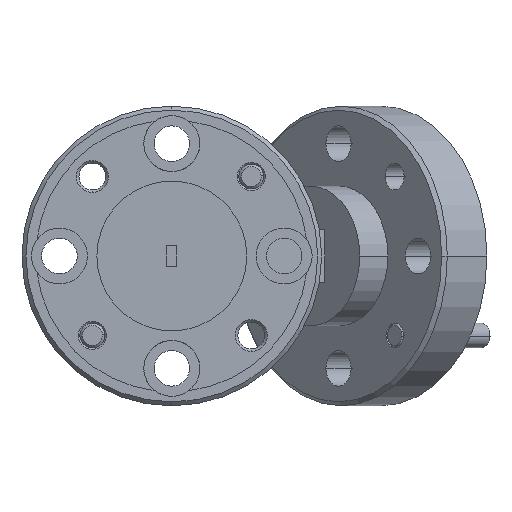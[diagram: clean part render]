
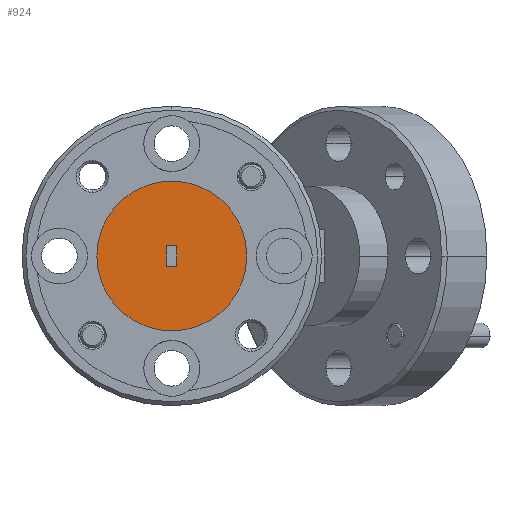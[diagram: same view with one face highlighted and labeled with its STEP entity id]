
A CAD part, left-side view. The second image highlights one B-rep face of the part: STEP entity #924.
In plain terms, the highlighted planar face has unit normal (-1, 0, 0).
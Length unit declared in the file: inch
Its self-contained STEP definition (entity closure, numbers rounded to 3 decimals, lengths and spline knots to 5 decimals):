
#179 = DIRECTION ( 'NONE',  ( 0., 1., 0. ) ) ;
#504 = EDGE_CURVE ( 'NONE', #1384, #5000, #6029, .T. ) ;
#600 = DIRECTION ( 'NONE',  ( 0., -1., 0. ) ) ;
#725 = FACE_BOUND ( 'NONE', #2033, .T. ) ;
#749 = VECTOR ( 'NONE', #179, 39.37008 ) ;
#831 = VERTEX_POINT ( 'NONE', #5019 ) ;
#919 = LINE ( 'NONE', #7422, #3793 ) ;
#924 = ADVANCED_FACE ( 'NONE', ( #725, #2571 ), #7153, .F. ) ;
#1042 = ORIENTED_EDGE ( 'NONE', *, *, #504, .T. ) ;
#1112 = CARTESIAN_POINT ( 'NONE',  ( -1.72001, 0.83207, 0.18973 ) ) ;
#1197 = CARTESIAN_POINT ( 'NONE',  ( -1.72001, 0.85607, 0.18973 ) ) ;
#1230 = LINE ( 'NONE', #1197, #6708 ) ;
#1325 = CARTESIAN_POINT ( 'NONE',  ( -1.72001, 0.84482, 0.16423 ) ) ;
#1384 = VERTEX_POINT ( 'NONE', #7009 ) ;
#1432 = LINE ( 'NONE', #5987, #5958 ) ;
#1481 = CARTESIAN_POINT ( 'NONE',  ( -1.72001, 0.85757, 0.18973 ) ) ;
#1717 = EDGE_CURVE ( 'NONE', #831, #6811, #919, .T. ) ;
#2033 = EDGE_LOOP ( 'NONE', ( #3727, #6897, #4003, #4812 ) ) ;
#2063 = DIRECTION ( 'NONE',  ( 0., 0., 1. ) ) ;
#2067 = CARTESIAN_POINT ( 'NONE',  ( -1.72001, 0.84482, 0.35173 ) ) ;
#2571 = FACE_OUTER_BOUND ( 'NONE', #2776, .T. ) ;
#2618 = EDGE_CURVE ( 'NONE', #5000, #1384, #7316, .T. ) ;
#2760 = AXIS2_PLACEMENT_3D ( 'NONE', #5474, #7220, #5001 ) ;
#2776 = EDGE_LOOP ( 'NONE', ( #5236, #1042 ) ) ;
#2815 = AXIS2_PLACEMENT_3D ( 'NONE', #3775, #4888, #6089 ) ;
#3113 = DIRECTION ( 'NONE',  ( 0., 0., -1. ) ) ;
#3547 = EDGE_CURVE ( 'NONE', #5895, #4832, #1432, .T. ) ;
#3727 = ORIENTED_EDGE ( 'NONE', *, *, #3971, .T. ) ;
#3754 = LINE ( 'NONE', #5998, #749 ) ;
#3775 = CARTESIAN_POINT ( 'NONE',  ( -1.72001, 0.84482, 0.16423 ) ) ;
#3793 = VECTOR ( 'NONE', #6877, 39.37008 ) ;
#3971 = EDGE_CURVE ( 'NONE', #5895, #6811, #1230, .T. ) ;
#4003 = ORIENTED_EDGE ( 'NONE', *, *, #4975, .T. ) ;
#4294 = DIRECTION ( 'NONE',  ( -1., 0., 0. ) ) ;
#4812 = ORIENTED_EDGE ( 'NONE', *, *, #3547, .F. ) ;
#4832 = VERTEX_POINT ( 'NONE', #4835 ) ;
#4835 = CARTESIAN_POINT ( 'NONE',  ( -1.72001, 0.85757, 0.13873 ) ) ;
#4888 = DIRECTION ( 'NONE',  ( 1., 0., 0. ) ) ;
#4975 = EDGE_CURVE ( 'NONE', #831, #4832, #3754, .T. ) ;
#5000 = VERTEX_POINT ( 'NONE', #2067 ) ;
#5001 = DIRECTION ( 'NONE',  ( 0., 0., 1. ) ) ;
#5019 = CARTESIAN_POINT ( 'NONE',  ( -1.72001, 0.83207, 0.13873 ) ) ;
#5236 = ORIENTED_EDGE ( 'NONE', *, *, #2618, .T. ) ;
#5474 = CARTESIAN_POINT ( 'NONE',  ( -1.72001, 0.84482, 0.16423 ) ) ;
#5895 = VERTEX_POINT ( 'NONE', #1481 ) ;
#5958 = VECTOR ( 'NONE', #3113, 39.37008 ) ;
#5987 = CARTESIAN_POINT ( 'NONE',  ( -1.72001, 0.85757, 0.13873 ) ) ;
#5998 = CARTESIAN_POINT ( 'NONE',  ( -1.72001, 0.85607, 0.13873 ) ) ;
#6029 = CIRCLE ( 'NONE', #2760, 0.1875 ) ;
#6069 = AXIS2_PLACEMENT_3D ( 'NONE', #1325, #4294, #2063 ) ;
#6089 = DIRECTION ( 'NONE',  ( 0., 0., -1. ) ) ;
#6708 = VECTOR ( 'NONE', #600, 39.37008 ) ;
#6811 = VERTEX_POINT ( 'NONE', #1112 ) ;
#6877 = DIRECTION ( 'NONE',  ( 0., 0., 1. ) ) ;
#6897 = ORIENTED_EDGE ( 'NONE', *, *, #1717, .F. ) ;
#7009 = CARTESIAN_POINT ( 'NONE',  ( -1.72001, 0.84482, -0.02327 ) ) ;
#7153 = PLANE ( 'NONE',  #2815 ) ;
#7220 = DIRECTION ( 'NONE',  ( -1., 0., 0. ) ) ;
#7316 = CIRCLE ( 'NONE', #6069, 0.1875 ) ;
#7422 = CARTESIAN_POINT ( 'NONE',  ( -1.72001, 0.83207, 0.13873 ) ) ;
